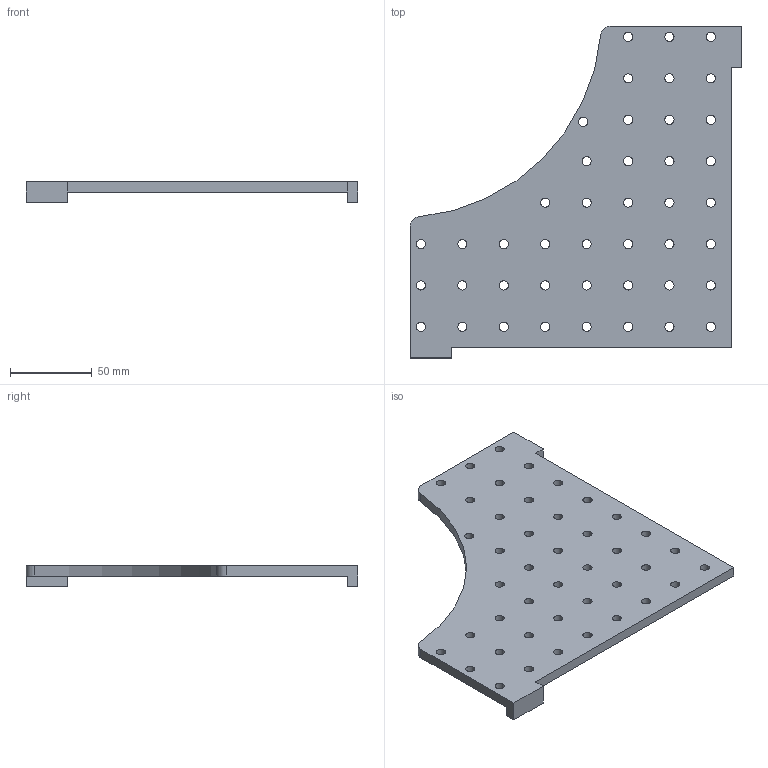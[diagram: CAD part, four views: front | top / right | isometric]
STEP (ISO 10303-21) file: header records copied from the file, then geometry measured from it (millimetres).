
FILE_DESCRIPTION(/* description */ (''),/* implementation_level */ '2;1');
FILE_NAME(/* name */ 'Short Corner Mount Plate.step',/* time_stamp */ '2023-09-20T18:54:41-04:00',/* author */ (''),/* organization */ (''),/* preprocessor_version */ 'ST-DEVELOPER v20',/* originating_system */ 'Autodesk Translation Framework v12.9.0.99',/* authorisation */ '');
FILE_SCHEMA (('AUTOMOTIVE_DESIGN { 1 0 10303 214 3 1 1 }'));
Length unit declared in the file: inch
Products named in the file (1): Short Corner Mount Plate
Bounding box: 203.55 x 203.55 x 12.7 mm (x, y, z)
Volume: 177306.9 mm3; surface area: 65629 mm2
Topology: 1 solids, 1 shells, 60 faces, 172 edges, 114 vertices
Faces by surface type: cylinder 46, plane 14
Full cylindrical faces by diameter (mm): 5.613 x43
Entity records: 2219 total; most frequent: DIRECTION 386, CARTESIAN_POINT 347, ORIENTED_EDGE 344, EDGE_CURVE 172, AXIS2_PLACEMENT_3D 153, EDGE_LOOP 146, VERTEX_POINT 114, CIRCLE 92
